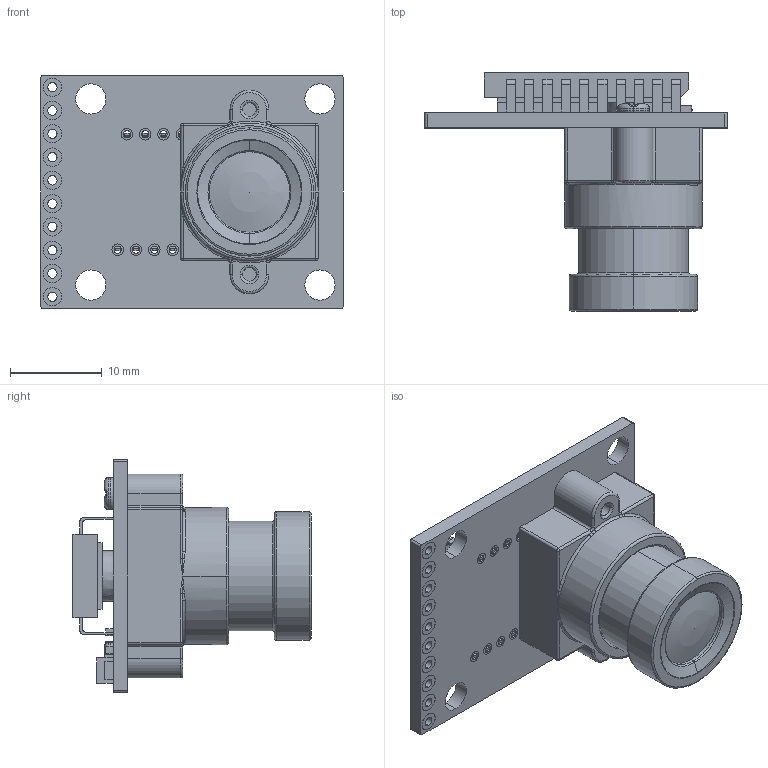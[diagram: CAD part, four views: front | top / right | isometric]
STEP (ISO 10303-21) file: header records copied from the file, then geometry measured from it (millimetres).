
FILE_DESCRIPTION (( 'STEP AP203' ), '1' );
FILE_NAME ('Assembly_STEP_AP203.STEP', '2017-07-19T16:11:35', ( '' ), ( '' ), 'SwSTEP 2.0', 'SolidWorks 2016', '' );
FILE_SCHEMA (( 'CONFIG_CONTROL_DESIGN' ));
Length unit declared in the file: millimetre
Products named in the file (6): ADNS3080 - Short Pin; Assembly_STEP_AP203; M12_4.2mm_lens; PCB_with_components; M12_lens_mount; m1.5_screw
Assembly tree (6 placements, depth 2):
  Assembly_STEP_AP203
    PCB_with_components
    ADNS3080 - Short Pin
    M12_lens_mount
    M12_4.2mm_lens
    m1.5_screw  x2
Bounding box: 33.02 x 25.99 x 25.4 mm (x, y, z)
Volume: 4490.6 mm3; surface area: 6012.1 mm2
Topology: 10 solids, 10 shells, 1198 faces, 2964 edges, 1910 vertices
Faces by surface type: plane 585, cylinder 366, bspline 176, torus 56, cone 10, sphere 5
Entity records: 41485 total; most frequent: CARTESIAN_POINT 14559, ORIENTED_EDGE 5506, DIRECTION 5179, EDGE_CURVE 2753, VERTEX_POINT 1796, AXIS2_PLACEMENT_3D 1768, VECTOR 1643, LINE 1643
